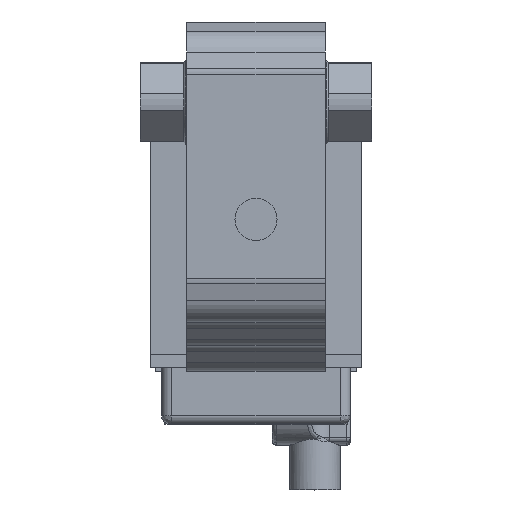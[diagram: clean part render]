
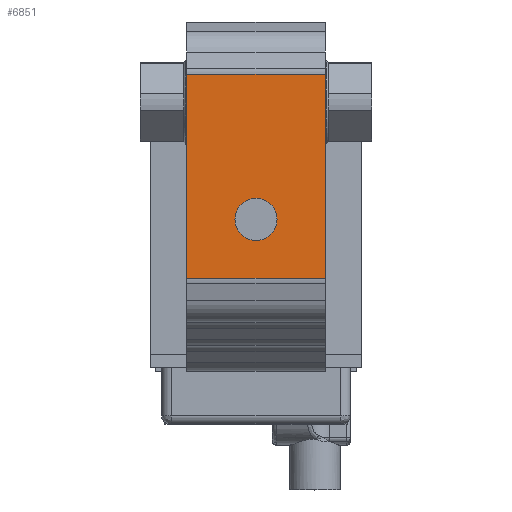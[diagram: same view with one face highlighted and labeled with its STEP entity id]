
A CAD part, top view. The second image highlights one B-rep face of the part: STEP entity #6851.
In plain terms, the highlighted planar face has unit normal (0, 0, 1).
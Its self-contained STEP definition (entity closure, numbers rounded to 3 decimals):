
#198=FACE_BOUND('',#1381,.T.);
#199=FACE_BOUND('',#1382,.T.);
#441=CIRCLE('',#7338,5.);
#1381=EDGE_LOOP('',(#5694));
#1382=EDGE_LOOP('',(#5695,#5696,#5697,#5698));
#1896=LINE('',#10996,#2490);
#1909=LINE('',#11046,#2503);
#1968=LINE('',#11189,#2562);
#1978=LINE('',#11210,#2572);
#2490=VECTOR('',#8870,48.563);
#2503=VECTOR('',#8911,48.563);
#2562=VECTOR('',#9050,33.);
#2572=VECTOR('',#9082,33.);
#3120=VERTEX_POINT('',#10732);
#3205=VERTEX_POINT('',#10993);
#3206=VERTEX_POINT('',#10995);
#3228=VERTEX_POINT('',#11043);
#3229=VERTEX_POINT('',#11045);
#3894=EDGE_CURVE('',#3120,#3120,#441,.T.);
#4023=EDGE_CURVE('',#3206,#3205,#1896,.T.);
#4048=EDGE_CURVE('',#3229,#3228,#1909,.T.);
#4118=EDGE_CURVE('',#3228,#3206,#1968,.T.);
#4128=EDGE_CURVE('',#3229,#3205,#1978,.T.);
#5694=ORIENTED_EDGE('',*,*,#3894,.T.);
#5695=ORIENTED_EDGE('',*,*,#4048,.T.);
#5696=ORIENTED_EDGE('',*,*,#4118,.T.);
#5697=ORIENTED_EDGE('',*,*,#4023,.T.);
#5698=ORIENTED_EDGE('',*,*,#4128,.F.);
#6550=PLANE('',#7482);
#6851=ADVANCED_FACE('',(#198,#199),#6550,.T.);
#7338=AXIS2_PLACEMENT_3D('',#10733,#8613,#8614);
#7482=AXIS2_PLACEMENT_3D('',#11209,#9080,#9081);
#8613=DIRECTION('center_axis',(0.,0.,-1.));
#8614=DIRECTION('ref_axis',(0.,-1.,0.));
#8870=DIRECTION('',(0.,-1.,0.));
#8911=DIRECTION('',(0.,1.,0.));
#9050=DIRECTION('',(-1.,0.,0.));
#9080=DIRECTION('center_axis',(0.,0.,1.));
#9081=DIRECTION('ref_axis',(0.,1.,0.));
#9082=DIRECTION('',(-1.,0.,0.));
#10732=CARTESIAN_POINT('',(0.,-23.,44.));
#10733=CARTESIAN_POINT('Origin',(0.,-28.,44.));
#10993=CARTESIAN_POINT('',(-16.5,-42.031,44.));
#10995=CARTESIAN_POINT('',(-16.5,6.531,44.));
#10996=CARTESIAN_POINT('',(-16.5,-21.016,44.));
#11043=CARTESIAN_POINT('',(16.5,6.531,44.));
#11045=CARTESIAN_POINT('',(16.5,-42.031,44.));
#11046=CARTESIAN_POINT('',(16.5,-21.016,44.));
#11189=CARTESIAN_POINT('',(0.,6.531,44.));
#11209=CARTESIAN_POINT('Origin',(0.,-42.031,44.));
#11210=CARTESIAN_POINT('',(0.,-42.031,44.));
